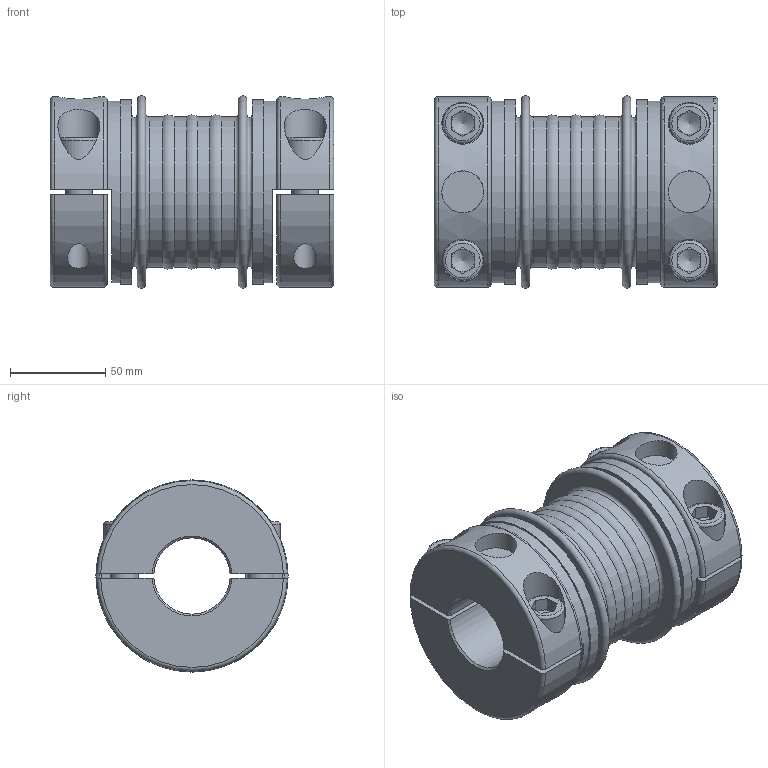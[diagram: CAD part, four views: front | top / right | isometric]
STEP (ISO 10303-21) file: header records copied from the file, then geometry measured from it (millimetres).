
FILE_DESCRIPTION( ( 'Unknown' ), '1' );
FILE_NAME( 'KRH 400.stp', 'Unknown', ( 'Unknown' ), ( 'Unknown' ), 'PSStep 10.1', 'Unknown', ' ' );
FILE_SCHEMA( ( 'AUTOMOTIVE_DESIGN { 1 0 10303 214 1 1 1 1 }' ) );
Length unit declared in the file: millimetre
Products named in the file (1): kt102465
Bounding box: 148.9 x 100.99 x 100.99 mm (x, y, z)
Volume: 523079 mm3; surface area: 136770.5 mm2
Topology: 1 solids, 1 shells, 166 faces, 389 edges, 255 vertices
Faces by surface type: plane 96, cylinder 41, torus 21, cone 8
Full cylindrical faces by diameter (mm): 12 x4, 14 x4, 15 x4, 21 x4, 22 x6, 56 x2, 76.207 x1, 78.9 x4, 95.4 x2, 97.2 x2
Entity records: 6656 total; most frequent: CARTESIAN_POINT 1857, DIRECTION 730, ORIENTED_EDGE 608, EDGE_CURVE 304, AXIS2_PLACEMENT_3D 293, EDGE_LOOP 252, VERTEX_POINT 224, FACE_OUTER_BOUND 212
